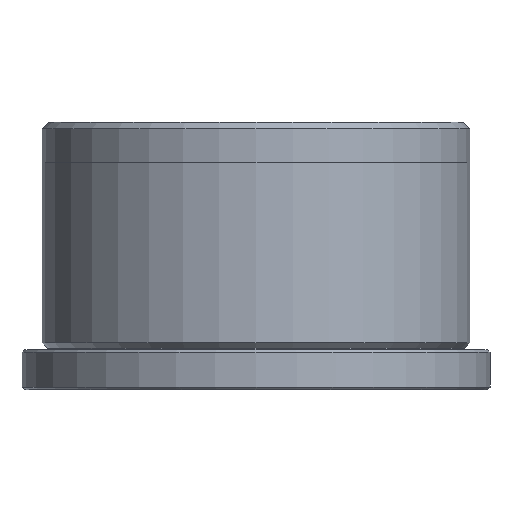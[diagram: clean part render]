
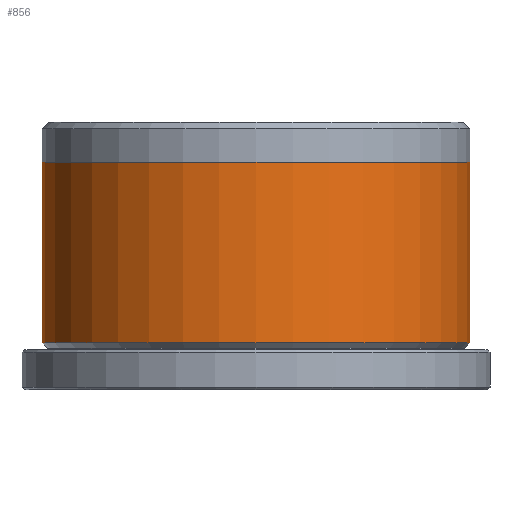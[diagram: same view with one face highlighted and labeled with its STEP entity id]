
A CAD part, front view. The second image highlights one B-rep face of the part: STEP entity #856.
In plain terms, the highlighted cylindrical face has radius 16 mm (diameter 32 mm), a partial arc.
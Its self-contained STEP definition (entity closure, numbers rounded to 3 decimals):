
#1 = ORIENTED_EDGE ( 'NONE', *, *, #1664, .F. ) ;
#44 = EDGE_CURVE ( 'NONE', #225, #1134, #352, .T. ) ;
#49 = VERTEX_POINT ( 'NONE', #739 ) ;
#107 = ORIENTED_EDGE ( 'NONE', *, *, #44, .F. ) ;
#225 = VERTEX_POINT ( 'NONE', #809 ) ;
#268 = FACE_OUTER_BOUND ( 'NONE', #1414, .T. ) ;
#319 = AXIS2_PLACEMENT_3D ( 'NONE', #1448, #589, #1589 ) ;
#352 = CIRCLE ( 'NONE', #319, 16. ) ;
#355 = VECTOR ( 'NONE', #1215, 1000. ) ;
#480 = CARTESIAN_POINT ( 'NONE',  ( 16., 0., 17. ) ) ;
#589 = DIRECTION ( 'NONE',  ( 0., 0., -1. ) ) ;
#625 = DIRECTION ( 'NONE',  ( 0., 0., 1. ) ) ;
#658 = DIRECTION ( 'NONE',  ( 0., 0., -1. ) ) ;
#739 = CARTESIAN_POINT ( 'NONE',  ( -16., 0., 17. ) ) ;
#743 = ORIENTED_EDGE ( 'NONE', *, *, #1286, .F. ) ;
#789 = LINE ( 'NONE', #1061, #355 ) ;
#792 = AXIS2_PLACEMENT_3D ( 'NONE', #1489, #625, #1620 ) ;
#809 = CARTESIAN_POINT ( 'NONE',  ( 16., 0., 3.5 ) ) ;
#856 = ADVANCED_FACE ( 'NONE', ( #268 ), #1381, .T. ) ;
#963 = CIRCLE ( 'NONE', #792, 16. ) ;
#985 = CARTESIAN_POINT ( 'NONE',  ( 0., 0., 20. ) ) ;
#1061 = CARTESIAN_POINT ( 'NONE',  ( 16., 0., 20. ) ) ;
#1127 = VERTEX_POINT ( 'NONE', #480 ) ;
#1134 = VERTEX_POINT ( 'NONE', #1198 ) ;
#1198 = CARTESIAN_POINT ( 'NONE',  ( -16., 0., 3.5 ) ) ;
#1215 = DIRECTION ( 'NONE',  ( 0., 0., -1. ) ) ;
#1286 = EDGE_CURVE ( 'NONE', #1127, #225, #789, .T. ) ;
#1381 = CYLINDRICAL_SURFACE ( 'NONE', #1832, 16. ) ;
#1414 = EDGE_LOOP ( 'NONE', ( #743, #1, #1805, #107 ) ) ;
#1425 = DIRECTION ( 'NONE',  ( 0., 0., -1. ) ) ;
#1448 = CARTESIAN_POINT ( 'NONE',  ( 0., 0., 3.5 ) ) ;
#1480 = VECTOR ( 'NONE', #658, 1000. ) ;
#1489 = CARTESIAN_POINT ( 'NONE',  ( 0., 0., 17. ) ) ;
#1515 = CARTESIAN_POINT ( 'NONE',  ( -16., 0., 20. ) ) ;
#1563 = LINE ( 'NONE', #1515, #1480 ) ;
#1565 = EDGE_CURVE ( 'NONE', #49, #1134, #1563, .T. ) ;
#1589 = DIRECTION ( 'NONE',  ( -1., 0., 0. ) ) ;
#1620 = DIRECTION ( 'NONE',  ( 1., 0., 0. ) ) ;
#1664 = EDGE_CURVE ( 'NONE', #49, #1127, #963, .T. ) ;
#1805 = ORIENTED_EDGE ( 'NONE', *, *, #1565, .T. ) ;
#1832 = AXIS2_PLACEMENT_3D ( 'NONE', #985, #1425, #1833 ) ;
#1833 = DIRECTION ( 'NONE',  ( -1., 0., 0. ) ) ;
